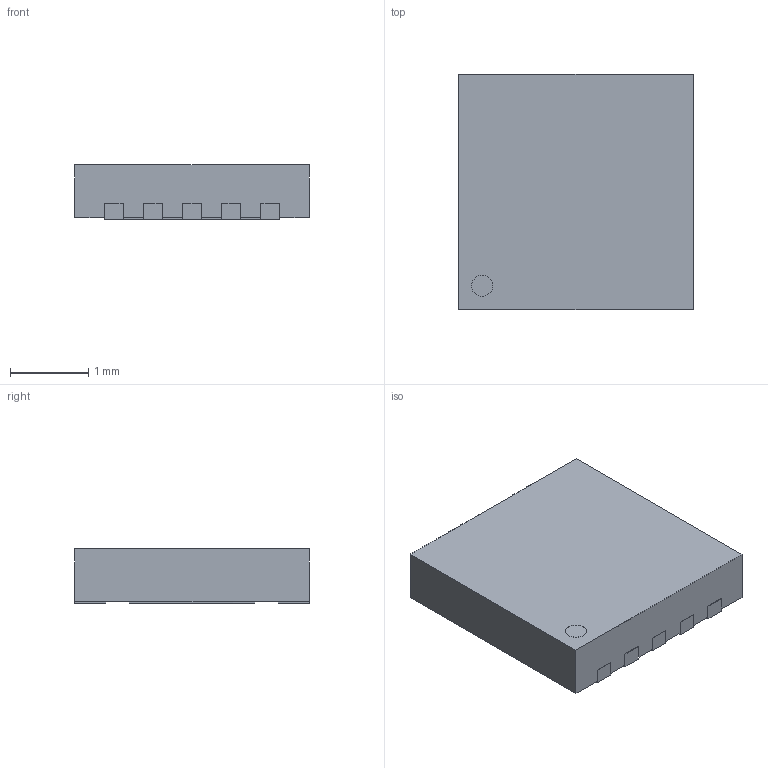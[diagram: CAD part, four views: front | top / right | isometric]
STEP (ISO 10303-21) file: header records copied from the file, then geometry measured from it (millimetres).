
FILE_DESCRIPTION(('FreeCAD Model'),'2;1');
FILE_NAME('User Library-10WSON.step', '2017-08-10T14:22:53',('kicad StepUp'),('ksu MCAD'), 'Open CASCADE STEP processor 6.8','FreeCAD','Unknown');
FILE_SCHEMA(('AUTOMOTIVE_DESIGN_CC2 { 1 2 10303 214 -1 1 5 4 }'));
Length unit declared in the file: millimetre
Products named in the file (2): ASSEMBLY; User_Library-10WSON
Assembly tree (1 placements, depth 2):
  ASSEMBLY
    User_Library-10WSON
Bounding box: 3 x 3.01 x 0.69 mm (x, y, z)
Volume: 6.2 mm3; surface area: 26.6 mm2
Topology: 1 solids, 1 shells, 75 faces, 213 edges, 142 vertices
Faces by surface type: plane 73, cylinder 2
Entity records: 2949 total; most frequent: CARTESIAN_POINT 432, ORIENTED_EDGE 426, DIRECTION 371, EDGE_CURVE 213, LINE 209, VECTOR 209, VERTEX_POINT 142, AXIS2_PLACEMENT_3D 81
